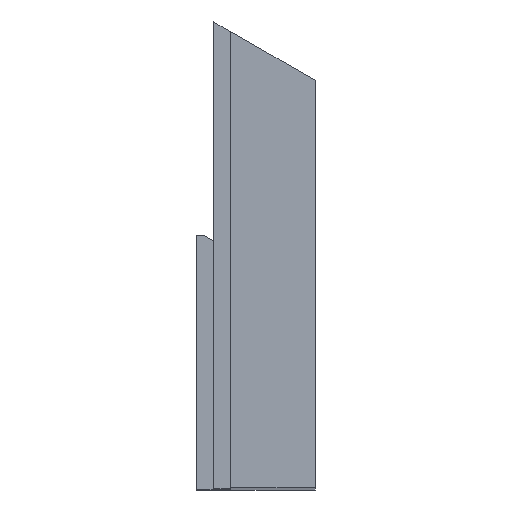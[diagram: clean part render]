
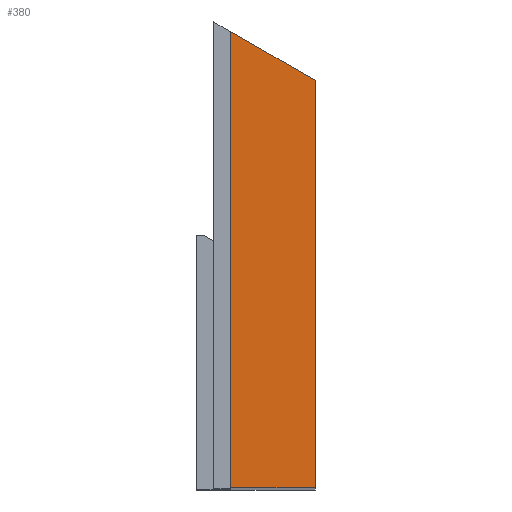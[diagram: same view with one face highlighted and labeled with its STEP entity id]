
A CAD part, top view. The second image highlights one B-rep face of the part: STEP entity #380.
In plain terms, the highlighted planar face has unit normal (0, 0, 1).
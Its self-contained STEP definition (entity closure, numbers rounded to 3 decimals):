
#52 = CARTESIAN_POINT ( 'NONE',  ( 0., 14., 38.25 ) ) ;
#59 = VERTEX_POINT ( 'NONE', #202 ) ;
#73 = ORIENTED_EDGE ( 'NONE', *, *, #207, .F. ) ;
#79 = VECTOR ( 'NONE', #559, 1000. ) ;
#101 = LINE ( 'NONE', #109, #448 ) ;
#108 = LINE ( 'NONE', #476, #79 ) ;
#109 = CARTESIAN_POINT ( 'NONE',  ( 0., -14., 38.25 ) ) ;
#120 = VECTOR ( 'NONE', #474, 1000. ) ;
#122 = CARTESIAN_POINT ( 'NONE',  ( -5., -14., 38.25 ) ) ;
#146 = CARTESIAN_POINT ( 'NONE',  ( -6.928, 14., 38.25 ) ) ;
#148 = LINE ( 'NONE', #564, #120 ) ;
#178 = CARTESIAN_POINT ( 'NONE',  ( 0., -14., 38.25 ) ) ;
#184 = ORIENTED_EDGE ( 'NONE', *, *, #534, .T. ) ;
#202 = CARTESIAN_POINT ( 'NONE',  ( -5., 12.887, 38.25 ) ) ;
#207 = EDGE_CURVE ( 'NONE', #320, #286, #148, .T. ) ;
#220 = ORIENTED_EDGE ( 'NONE', *, *, #355, .T. ) ;
#229 = DIRECTION ( 'NONE',  ( 0., 0., -1. ) ) ;
#251 = VERTEX_POINT ( 'NONE', #122 ) ;
#252 = EDGE_CURVE ( 'NONE', #59, #251, #108, .T. ) ;
#269 = CARTESIAN_POINT ( 'NONE',  ( 0., 10., 38.25 ) ) ;
#275 = PLANE ( 'NONE',  #375 ) ;
#279 = EDGE_LOOP ( 'NONE', ( #73, #220, #338, #184 ) ) ;
#286 = VERTEX_POINT ( 'NONE', #178 ) ;
#313 = LINE ( 'NONE', #146, #345 ) ;
#320 = VERTEX_POINT ( 'NONE', #269 ) ;
#338 = ORIENTED_EDGE ( 'NONE', *, *, #252, .T. ) ;
#345 = VECTOR ( 'NONE', #491, 1000. ) ;
#355 = EDGE_CURVE ( 'NONE', #320, #59, #313, .T. ) ;
#375 = AXIS2_PLACEMENT_3D ( 'NONE', #52, #229, #407 ) ;
#380 = ADVANCED_FACE ( 'NONE', ( #517 ), #275, .F. ) ;
#407 = DIRECTION ( 'NONE',  ( -1., 0., 0. ) ) ;
#421 = DIRECTION ( 'NONE',  ( 1., 0., 0. ) ) ;
#448 = VECTOR ( 'NONE', #421, 1000. ) ;
#474 = DIRECTION ( 'NONE',  ( 0., -1., 0. ) ) ;
#476 = CARTESIAN_POINT ( 'NONE',  ( -5., 14., 38.25 ) ) ;
#491 = DIRECTION ( 'NONE',  ( -0.866, 0.5, 0. ) ) ;
#517 = FACE_OUTER_BOUND ( 'NONE', #279, .T. ) ;
#534 = EDGE_CURVE ( 'NONE', #251, #286, #101, .T. ) ;
#559 = DIRECTION ( 'NONE',  ( 0., -1., 0. ) ) ;
#564 = CARTESIAN_POINT ( 'NONE',  ( 0., 14., 38.25 ) ) ;
